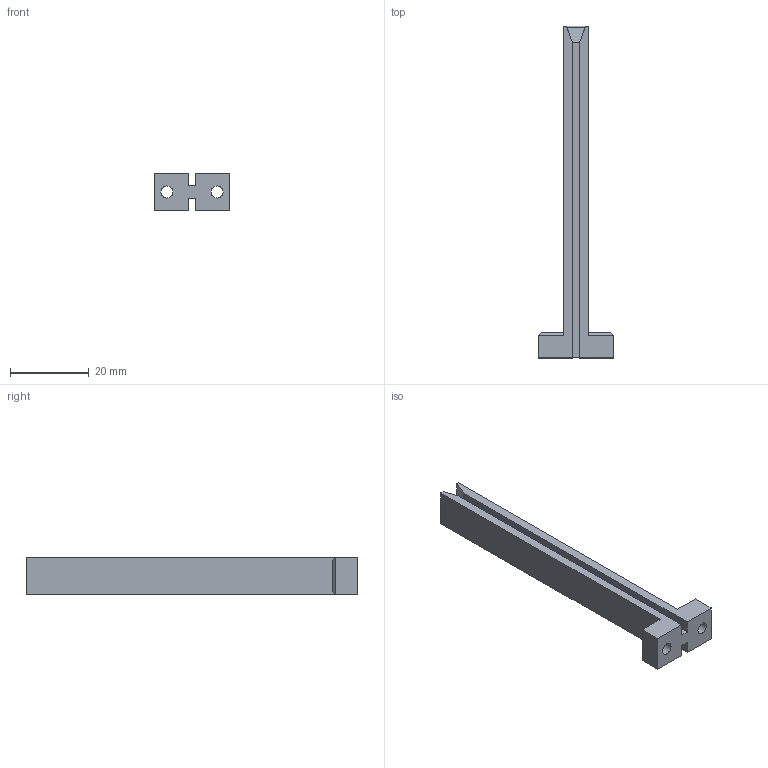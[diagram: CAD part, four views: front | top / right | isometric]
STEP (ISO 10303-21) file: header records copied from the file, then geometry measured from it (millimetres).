
FILE_DESCRIPTION (( 'STEP AP214' ), '1' );
FILE_NAME ('368-220-301.STEP', '2020-08-18T20:39:54', ( '' ), ( '' ), 'SwSTEP 2.0', 'SolidWorks 2020', '' );
FILE_SCHEMA (( 'AUTOMOTIVE_DESIGN' ));
Length unit declared in the file: inch
Products named in the file (1): 368-220-301
Bounding box: 19.05 x 84.12 x 9.53 mm (x, y, z)
Volume: 4728.7 mm3; surface area: 4296.8 mm2
Topology: 1 solids, 1 shells, 36 faces, 92 edges, 58 vertices
Faces by surface type: plane 31, cylinder 5
Entity records: 1112 total; most frequent: CARTESIAN_POINT 199, ORIENTED_EDGE 184, DIRECTION 170, EDGE_CURVE 92, VECTOR 80, LINE 80, VERTEX_POINT 58, AXIS2_PLACEMENT_3D 45
